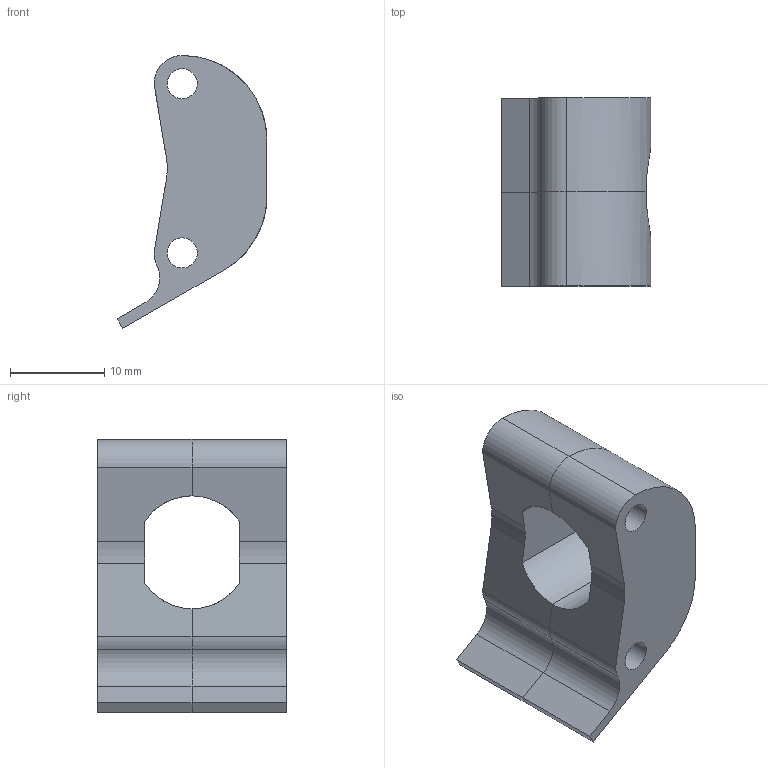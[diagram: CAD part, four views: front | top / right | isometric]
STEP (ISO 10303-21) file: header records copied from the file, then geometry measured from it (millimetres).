
FILE_DESCRIPTION(/* description */ (''),/* implementation_level */ '2;1');
FILE_NAME(/* name */ 'fe8d69c0-f29f-438a-9eab-0d55c3816cd4.stp',/* time_stamp */ '2022-10-31T22:47:14Z',/* author */ (''),/* organization */ (''),/* preprocessor_version */ 'ST-DEVELOPER v19.2',/* originating_system */ 'Autodesk Translation Framework v11.17.0.187',/* authorisation */ '');
FILE_SCHEMA (('AUTOMOTIVE_DESIGN { 1 0 10303 214 3 1 1 }'));
Length unit declared in the file: millimetre
Products named in the file (1): SpinnerV3_MotorHalterR
Bounding box: 15.93 x 20 x 29.04 mm (x, y, z)
Volume: 3550.2 mm3; surface area: 2783.6 mm2
Topology: 2 solids, 2 shells, 42 faces, 114 edges, 76 vertices
Faces by surface type: plane 22, cylinder 20
Full cylindrical faces by diameter (mm): 3.2 x4
Entity records: 1406 total; most frequent: CARTESIAN_POINT 261, DIRECTION 236, ORIENTED_EDGE 228, EDGE_CURVE 114, AXIS2_PLACEMENT_3D 83, VERTEX_POINT 76, LINE 70, VECTOR 70
